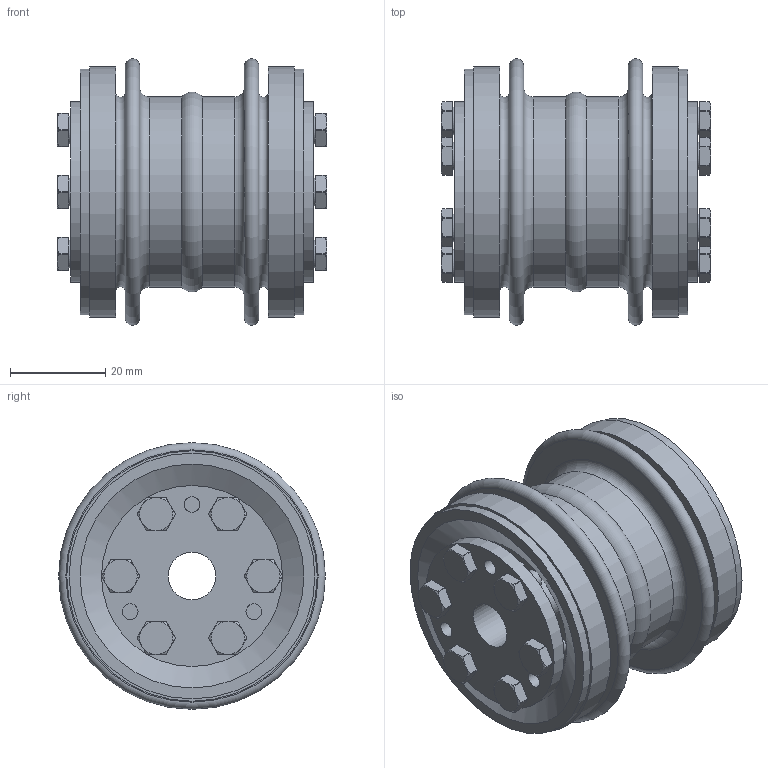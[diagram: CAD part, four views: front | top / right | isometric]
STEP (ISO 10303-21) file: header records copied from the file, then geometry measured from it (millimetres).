
FILE_DESCRIPTION( ( 'Unknown' ), '1' );
FILE_NAME( 'KSS 25.stp', 'Unknown', ( 'Unknown' ), ( 'Unknown' ), 'PSStep 10.1', 'Unknown', ' ' );
FILE_SCHEMA( ( 'AUTOMOTIVE_DESIGN { 1 0 10303 214 1 1 1 1 }' ) );
Length unit declared in the file: millimetre
Products named in the file (1): 20703510
Bounding box: 56.6 x 56 x 56 mm (x, y, z)
Volume: 52400 mm3; surface area: 38029.3 mm2
Topology: 1 solids, 1 shells, 382 faces, 945 edges, 605 vertices
Faces by surface type: plane 144, cylinder 142, bspline 72, torus 18, cone 6
Full cylindrical faces by diameter (mm): 3.3 x18, 4 x12, 4.3 x12, 5.9 x12, 10 x2, 23.5 x2, 36 x2, 38 x2, 39 x2, 40 x2, 51.6 x2, 52.6 x2
Entity records: 14688 total; most frequent: CARTESIAN_POINT 3491, DIRECTION 1666, ORIENTED_EDGE 1584, EDGE_CURVE 792, AXIS2_PLACEMENT_3D 725, EDGE_LOOP 554, VERTEX_POINT 546, FACE_OUTER_BOUND 470
